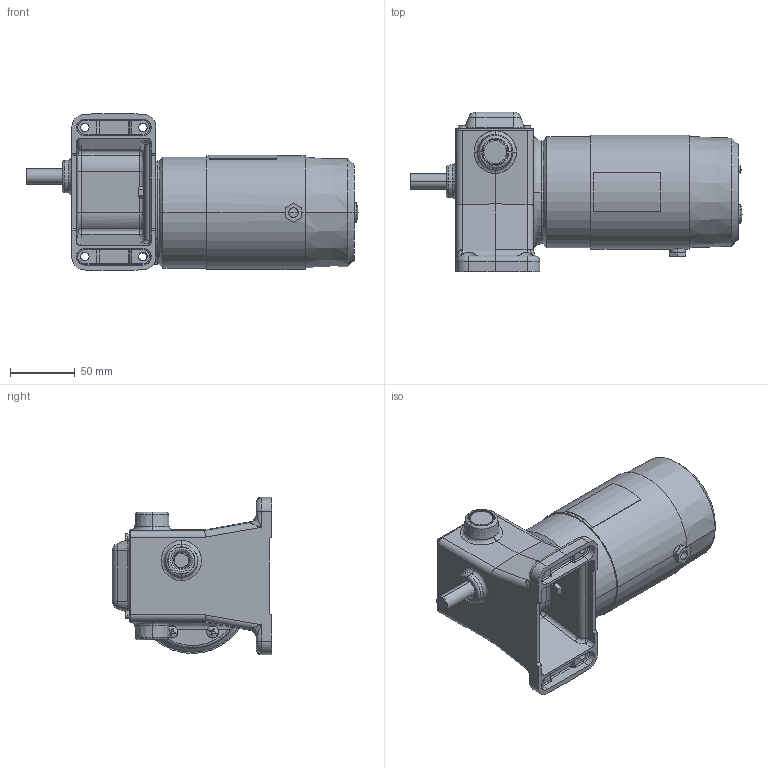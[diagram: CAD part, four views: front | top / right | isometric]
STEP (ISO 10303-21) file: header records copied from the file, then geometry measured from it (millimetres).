
FILE_DESCRIPTION(('STEP AP214'),'1');
FILE_NAME('tmp0.STP','2015-03-25T12:33:26',(' '),(' '),'Spatial InterOp 3D',' ',' ');
FILE_SCHEMA(('automotive_design'));
Length unit declared in the file: millimetre
Products named in the file (495): 1; NONE
Bounding box: 257 x 123.5 x 121.81 mm (x, y, z)
Volume: 897114.7 mm3; surface area: 139244 mm2
Topology: 1 solids, 495 shells, 627 faces, 2709 edges, 2559 vertices
Faces by surface type: cylinder 223, plane 178, cone 118, bspline 46, torus 42, sphere 20
Entity records: 49815 total; most frequent: CARTESIAN_POINT 11312, DIRECTION 5474, ORIENTED_EDGE 2947, EDGE_CURVE 2668, VERTEX_POINT 2559, AXIS2_PLACEMENT_3D 2149, LINE 1176, VECTOR 1176
